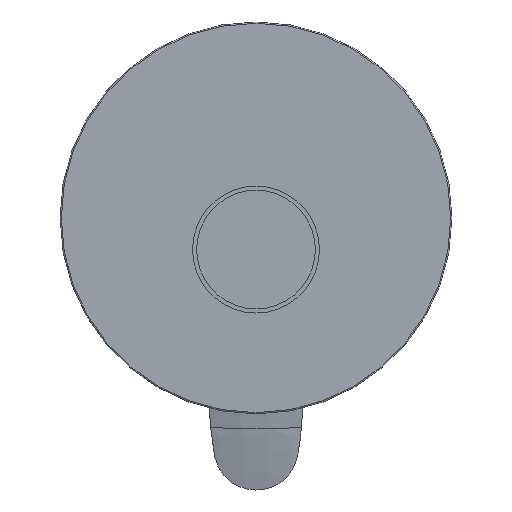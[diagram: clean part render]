
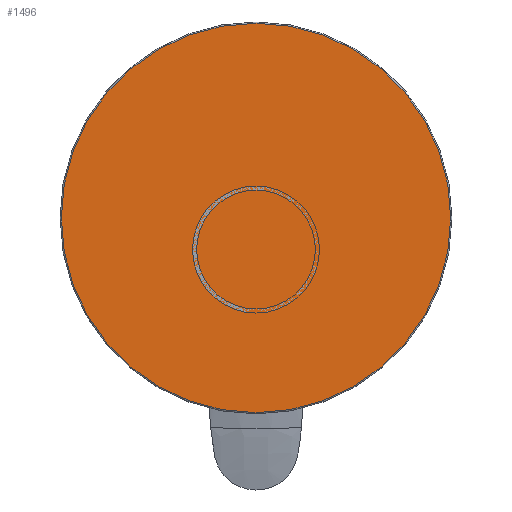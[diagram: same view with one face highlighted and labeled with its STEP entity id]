
A CAD part, left-side view. The second image highlights one B-rep face of the part: STEP entity #1496.
In plain terms, the highlighted planar face has unit normal (-1, 0, 0).
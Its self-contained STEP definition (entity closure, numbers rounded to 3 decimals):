
#116=PLANE('',#1598);
#281=ORIENTED_EDGE('',*,*,#662,.T.);
#662=EDGE_CURVE('',#859,#859,#1006,.F.);
#859=VERTEX_POINT('',#1994);
#1006=CIRCLE('',#1597,79.991);
#1070=EDGE_LOOP('',(#281));
#1190=FACE_BOUND('',#1070,.T.);
#1496=ADVANCED_FACE('',(#1190),#116,.F.);
#1597=AXIS2_PLACEMENT_3D('',#1993,#1731,#1732);
#1598=AXIS2_PLACEMENT_3D('',#1995,#1733,#1734);
#1731=DIRECTION('',(1.,0.,0.));
#1732=DIRECTION('',(0.,1.,0.));
#1733=DIRECTION('',(1.,0.,0.));
#1734=DIRECTION('',(0.,0.,-1.));
#1993=CARTESIAN_POINT('',(60.203,0.,1.));
#1994=CARTESIAN_POINT('',(60.203,79.991,1.));
#1995=CARTESIAN_POINT('',(60.203,125.937,-46.23));
